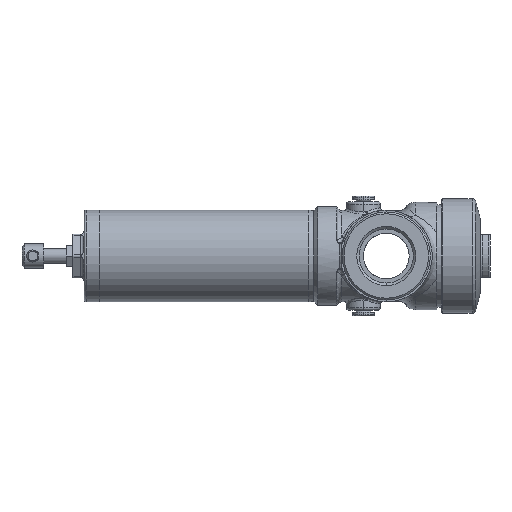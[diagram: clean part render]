
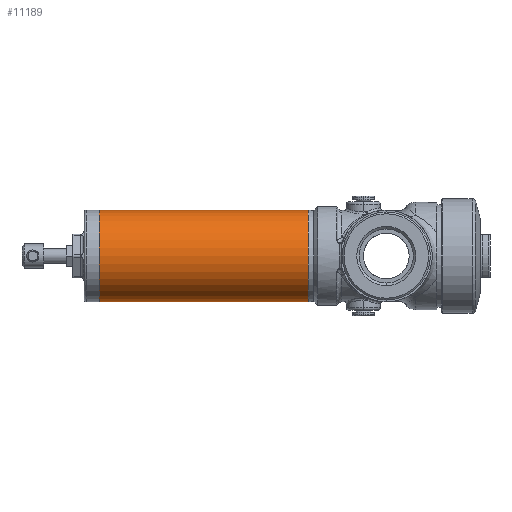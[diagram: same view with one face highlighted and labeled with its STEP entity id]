
A CAD part, left-side view. The second image highlights one B-rep face of the part: STEP entity #11189.
In plain terms, the highlighted cylindrical face has radius 38 mm (diameter 76 mm), a partial arc.
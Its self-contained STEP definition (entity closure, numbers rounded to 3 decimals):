
#155 = LINE ( 'NONE', #15709, #3416 ) ;
#246 = EDGE_CURVE ( 'NONE', #1531, #5367, #4358, .T. ) ;
#413 = DIRECTION ( 'NONE',  ( 0., 1., 0. ) ) ;
#822 = ORIENTED_EDGE ( 'NONE', *, *, #12626, .F. ) ;
#956 = CARTESIAN_POINT ( 'NONE',  ( 0., 239.5, 38. ) ) ;
#1531 = VERTEX_POINT ( 'NONE', #15845 ) ;
#1838 = DIRECTION ( 'NONE',  ( 0., -1., 0. ) ) ;
#2441 = CYLINDRICAL_SURFACE ( 'NONE', #3399, 38. ) ;
#2709 = CARTESIAN_POINT ( 'NONE',  ( 0., 64.6, 0. ) ) ;
#2929 = DIRECTION ( 'NONE',  ( 0., 0., 1. ) ) ;
#3151 = EDGE_CURVE ( 'NONE', #6441, #1531, #155, .T. ) ;
#3399 = AXIS2_PLACEMENT_3D ( 'NONE', #11668, #10470, #2929 ) ;
#3416 = VECTOR ( 'NONE', #4359, 1000. ) ;
#4358 = CIRCLE ( 'NONE', #4983, 38. ) ;
#4359 = DIRECTION ( 'NONE',  ( 0., -1., 0. ) ) ;
#4983 = AXIS2_PLACEMENT_3D ( 'NONE', #2709, #413, #5511 ) ;
#5367 = VERTEX_POINT ( 'NONE', #10397 ) ;
#5511 = DIRECTION ( 'NONE',  ( 0., 0., -1. ) ) ;
#5556 = CIRCLE ( 'NONE', #7624, 38. ) ;
#6441 = VERTEX_POINT ( 'NONE', #15353 ) ;
#7306 = VERTEX_POINT ( 'NONE', #7486 ) ;
#7486 = CARTESIAN_POINT ( 'NONE',  ( 0., 238., 38. ) ) ;
#7518 = EDGE_LOOP ( 'NONE', ( #13998, #8048, #9779, #822 ) ) ;
#7624 = AXIS2_PLACEMENT_3D ( 'NONE', #9295, #1838, #10540 ) ;
#8048 = ORIENTED_EDGE ( 'NONE', *, *, #3151, .T. ) ;
#8867 = LINE ( 'NONE', #956, #13393 ) ;
#9295 = CARTESIAN_POINT ( 'NONE',  ( 0., 238., 0. ) ) ;
#9779 = ORIENTED_EDGE ( 'NONE', *, *, #246, .T. ) ;
#10397 = CARTESIAN_POINT ( 'NONE',  ( 0., 64.6, 38. ) ) ;
#10470 = DIRECTION ( 'NONE',  ( 0., -1., 0. ) ) ;
#10540 = DIRECTION ( 'NONE',  ( 0., 0., -1. ) ) ;
#10939 = DIRECTION ( 'NONE',  ( 0., -1., 0. ) ) ;
#11189 = ADVANCED_FACE ( 'NONE', ( #15495 ), #2441, .T. ) ;
#11668 = CARTESIAN_POINT ( 'NONE',  ( 0., 239.5, 0. ) ) ;
#12626 = EDGE_CURVE ( 'NONE', #7306, #5367, #8867, .T. ) ;
#13393 = VECTOR ( 'NONE', #10939, 1000. ) ;
#13537 = EDGE_CURVE ( 'NONE', #7306, #6441, #5556, .T. ) ;
#13998 = ORIENTED_EDGE ( 'NONE', *, *, #13537, .T. ) ;
#15353 = CARTESIAN_POINT ( 'NONE',  ( 0., 238., -38. ) ) ;
#15495 = FACE_OUTER_BOUND ( 'NONE', #7518, .T. ) ;
#15709 = CARTESIAN_POINT ( 'NONE',  ( 0., 239.5, -38. ) ) ;
#15845 = CARTESIAN_POINT ( 'NONE',  ( 0., 64.6, -38. ) ) ;
